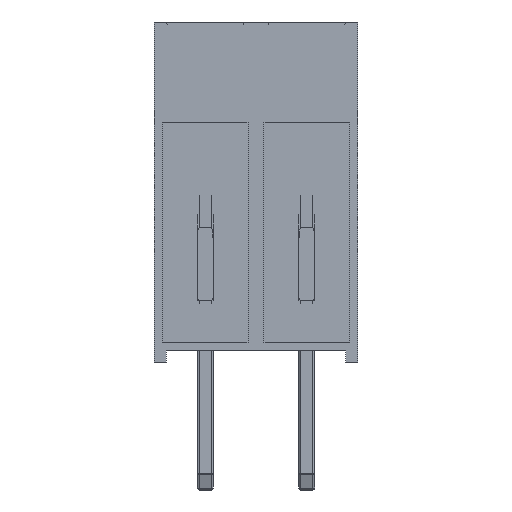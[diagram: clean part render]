
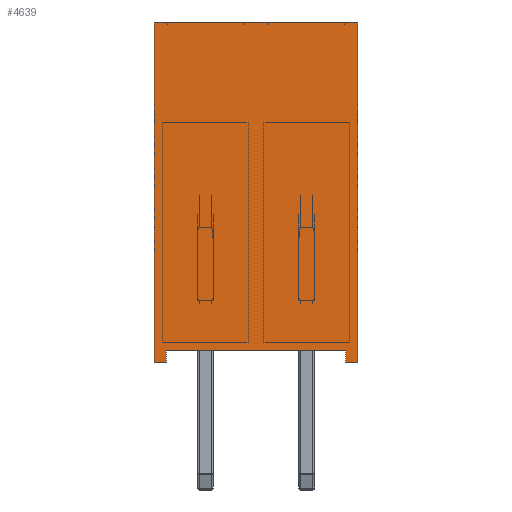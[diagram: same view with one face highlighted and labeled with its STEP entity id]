
A CAD part, left-side view. The second image highlights one B-rep face of the part: STEP entity #4639.
In plain terms, the highlighted planar face has unit normal (-1, 0, 0).
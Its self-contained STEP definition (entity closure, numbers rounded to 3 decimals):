
#666=FACE_OUTER_BOUND('',#956,.T.);
#956=EDGE_LOOP('',(#3016,#3017,#3018,#3019,#3020,#3021,#3022,#3023));
#1278=LINE('',#7230,#1626);
#1279=LINE('',#7233,#1627);
#1281=LINE('',#7237,#1629);
#1282=LINE('',#7239,#1630);
#1283=LINE('',#7241,#1631);
#1284=LINE('',#7243,#1632);
#1285=LINE('',#7245,#1633);
#1286=LINE('',#7246,#1634);
#1626=VECTOR('',#5631,10.);
#1627=VECTOR('',#5634,10.);
#1629=VECTOR('',#5638,10.);
#1630=VECTOR('',#5639,10.);
#1631=VECTOR('',#5640,10.);
#1632=VECTOR('',#5641,10.);
#1633=VECTOR('',#5642,10.);
#1634=VECTOR('',#5643,10.);
#1972=VERTEX_POINT('',#7226);
#1973=VERTEX_POINT('',#7228);
#1974=VERTEX_POINT('',#7232);
#1975=VERTEX_POINT('',#7236);
#1976=VERTEX_POINT('',#7238);
#1977=VERTEX_POINT('',#7240);
#1978=VERTEX_POINT('',#7242);
#1979=VERTEX_POINT('',#7244);
#2350=EDGE_CURVE('',#1972,#1973,#1278,.T.);
#2351=EDGE_CURVE('',#1974,#1972,#1279,.T.);
#2353=EDGE_CURVE('',#1973,#1975,#1281,.T.);
#2354=EDGE_CURVE('',#1975,#1976,#1282,.T.);
#2355=EDGE_CURVE('',#1976,#1977,#1283,.T.);
#2356=EDGE_CURVE('',#1977,#1978,#1284,.T.);
#2357=EDGE_CURVE('',#1979,#1978,#1285,.T.);
#2358=EDGE_CURVE('',#1974,#1979,#1286,.T.);
#3016=ORIENTED_EDGE('',*,*,#2353,.T.);
#3017=ORIENTED_EDGE('',*,*,#2354,.T.);
#3018=ORIENTED_EDGE('',*,*,#2355,.T.);
#3019=ORIENTED_EDGE('',*,*,#2356,.T.);
#3020=ORIENTED_EDGE('',*,*,#2357,.F.);
#3021=ORIENTED_EDGE('',*,*,#2358,.F.);
#3022=ORIENTED_EDGE('',*,*,#2351,.T.);
#3023=ORIENTED_EDGE('',*,*,#2350,.T.);
#4310=PLANE('',#4983);
#4639=ADVANCED_FACE('',(#666),#4310,.T.);
#4983=AXIS2_PLACEMENT_3D('',#7235,#5636,#5637);
#5631=DIRECTION('',(0.,0.,1.));
#5634=DIRECTION('',(0.,-1.,0.));
#5636=DIRECTION('center_axis',(-1.,0.,0.));
#5637=DIRECTION('ref_axis',(0.,-1.,0.));
#5638=DIRECTION('',(0.,-1.,0.));
#5639=DIRECTION('',(0.,0.,-1.));
#5640=DIRECTION('',(0.,-1.,0.));
#5641=DIRECTION('',(0.,0.,1.));
#5642=DIRECTION('',(0.,-1.,0.));
#5643=DIRECTION('',(0.,0.,1.));
#7226=CARTESIAN_POINT('',(-1.27,3.51,0.));
#7228=CARTESIAN_POINT('',(-1.27,3.51,0.3));
#7230=CARTESIAN_POINT('',(-1.27,3.51,0.));
#7232=CARTESIAN_POINT('',(-1.27,3.81,0.));
#7233=CARTESIAN_POINT('',(-1.27,3.81,0.));
#7235=CARTESIAN_POINT('Origin',(-1.27,1.27,0.));
#7236=CARTESIAN_POINT('',(-1.27,-0.97,0.3));
#7237=CARTESIAN_POINT('',(-1.27,1.27,0.3));
#7238=CARTESIAN_POINT('',(-1.27,-0.97,0.));
#7239=CARTESIAN_POINT('',(-1.27,-0.97,0.));
#7240=CARTESIAN_POINT('',(-1.27,-1.27,0.));
#7241=CARTESIAN_POINT('',(-1.27,1.27,0.));
#7242=CARTESIAN_POINT('',(-1.27,-1.27,8.5));
#7243=CARTESIAN_POINT('',(-1.27,-1.27,0.));
#7244=CARTESIAN_POINT('',(-1.27,3.81,8.5));
#7245=CARTESIAN_POINT('',(-1.27,3.81,8.5));
#7246=CARTESIAN_POINT('',(-1.27,3.81,0.));
